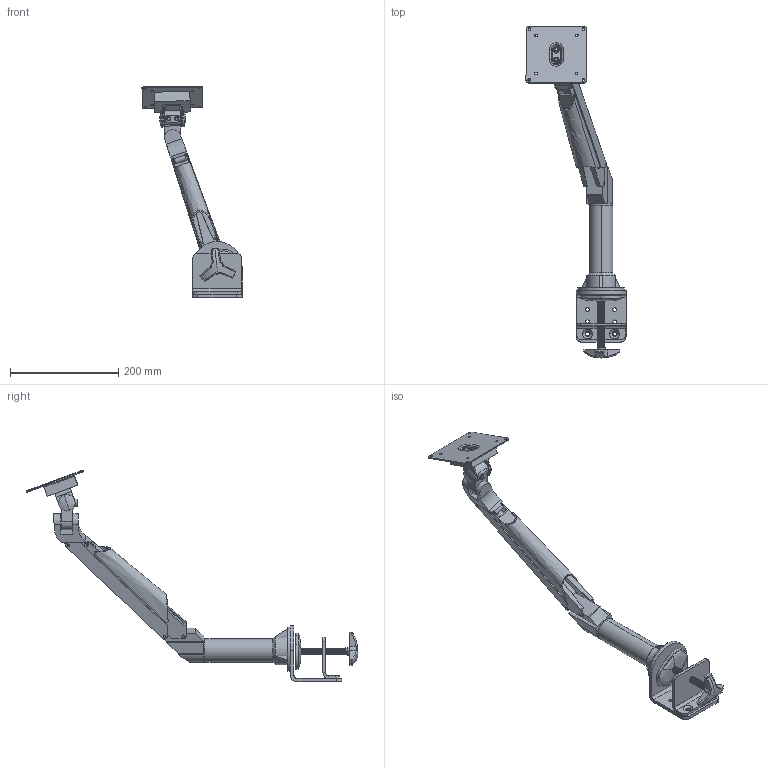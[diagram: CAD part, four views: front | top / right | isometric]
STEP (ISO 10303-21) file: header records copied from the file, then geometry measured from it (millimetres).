
FILE_DESCRIPTION (( 'STEP AP203' ), '1' );
FILE_NAME ('Monitor Arm Assembly.STEP', '2012-07-25T04:00:05', ( '' ), ( '' ), 'SwSTEP 2.0', 'SolidWorks 2012', '' );
FILE_SCHEMA (( 'CONFIG_CONTROL_DESIGN' ));
Length unit declared in the file: millimetre
Products named in the file (13): Monitor Arm Assembly; Cable Cover; DS_Arm Adaptor Plate; DS_Clamping Screw; DS_Clamp Plate; DS_Arm Pivot Bracket Thread Plate; DS_Arm interface plate; DS_Arm2; DS_Arm pivot; DS_Arm Support; DS_Arm; DS_Pivot Joint; DS_trunnion
Assembly tree (12 placements, depth 2):
  Monitor Arm Assembly
    DS_trunnion
    DS_Pivot Joint
    DS_Arm
    DS_Arm Support
    DS_Arm pivot
    DS_Arm2
    DS_Arm interface plate
    DS_Arm Pivot Bracket Thread Plate
    DS_Clamp Plate
    DS_Clamping Screw
    DS_Arm Adaptor Plate
    Cable Cover
Bounding box: 184.81 x 612.85 x 391.16 mm (x, y, z)
Volume: 884491.8 mm3; surface area: 327477.3 mm2
Topology: 23 solids, 23 shells, 836 faces, 2166 edges, 1400 vertices
Faces by surface type: cylinder 425, plane 305, cone 52, torus 31, bspline 17, sphere 6
Entity records: 33386 total; most frequent: CARTESIAN_POINT 12640, ORIENTED_EDGE 4320, DIRECTION 3780, EDGE_CURVE 2160, VERTEX_POINT 1400, AXIS2_PLACEMENT_3D 1346, LINE 1088, VECTOR 1088
